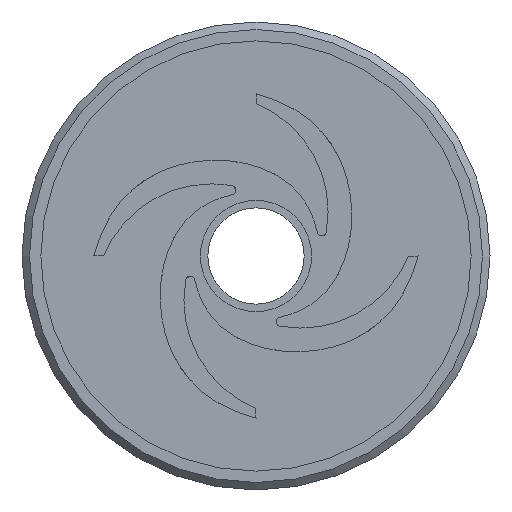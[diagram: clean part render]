
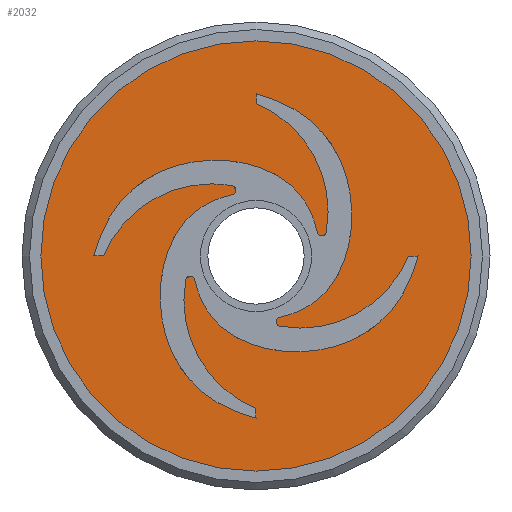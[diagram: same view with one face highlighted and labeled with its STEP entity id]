
A CAD part, front view. The second image highlights one B-rep face of the part: STEP entity #2032.
In plain terms, the highlighted planar face has unit normal (0, -1, 0).
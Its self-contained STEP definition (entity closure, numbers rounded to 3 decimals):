
#228=CARTESIAN_POINT('',(-93.111,-0.542,-76.461));
#229=VERTEX_POINT('',#228);
#236=CARTESIAN_POINT('',(-90.839,-0.542,-77.349));
#237=VERTEX_POINT('',#236);
#238=CARTESIAN_POINT('',(-90.839,-0.542,-73.999));
#239=DIRECTION('',(0.,1.,0.));
#240=DIRECTION('',(-0.,-0.,1.));
#241=AXIS2_PLACEMENT_3D('',#238,#239,#240);
#242=CIRCLE('',#241,3.35);
#243=EDGE_CURVE('',#237,#229,#242,.T.);
#268=CARTESIAN_POINT('',(-88.378,-0.542,-76.271));
#269=VERTEX_POINT('',#268);
#276=CARTESIAN_POINT('',(-87.489,-0.542,-73.999));
#277=VERTEX_POINT('',#276);
#278=CARTESIAN_POINT('',(-90.839,-0.542,-73.999));
#279=DIRECTION('',(0.,1.,0.));
#280=DIRECTION('',(-0.,-0.,1.));
#281=AXIS2_PLACEMENT_3D('',#278,#279,#280);
#282=CIRCLE('',#281,3.35);
#283=EDGE_CURVE('',#277,#269,#282,.T.);
#308=CARTESIAN_POINT('',(-88.567,-0.542,-71.538));
#309=VERTEX_POINT('',#308);
#316=CARTESIAN_POINT('',(-90.839,-0.542,-70.649));
#317=VERTEX_POINT('',#316);
#318=CARTESIAN_POINT('',(-90.839,-0.542,-73.999));
#319=DIRECTION('',(0.,1.,0.));
#320=DIRECTION('',(-0.,-0.,1.));
#321=AXIS2_PLACEMENT_3D('',#318,#319,#320);
#322=CIRCLE('',#321,3.35);
#323=EDGE_CURVE('',#317,#309,#322,.T.);
#350=CARTESIAN_POINT('',(-93.301,-0.542,-71.727));
#351=VERTEX_POINT('',#350);
#358=CARTESIAN_POINT('',(-94.189,-0.542,-73.999));
#359=VERTEX_POINT('',#358);
#360=CARTESIAN_POINT('',(-90.839,-0.542,-73.999));
#361=DIRECTION('',(0.,1.,0.));
#362=DIRECTION('',(-0.,-0.,1.));
#363=AXIS2_PLACEMENT_3D('',#360,#361,#362);
#364=CIRCLE('',#363,3.35);
#365=EDGE_CURVE('',#359,#351,#364,.T.);
#1251=CARTESIAN_POINT('',(-102.239,-0.542,-73.999));
#1252=VERTEX_POINT('',#1251);
#1259=CARTESIAN_POINT('',(-90.839,-0.542,-85.399));
#1260=VERTEX_POINT('',#1259);
#1261=CARTESIAN_POINT('',(-90.839,-0.542,-73.999));
#1262=DIRECTION('',(-0.,-1.,-0.));
#1263=DIRECTION('',(0.,0.,-1.));
#1264=AXIS2_PLACEMENT_3D('',#1261,#1262,#1263);
#1265=CIRCLE('',#1264,11.4);
#1266=EDGE_CURVE('',#1260,#1252,#1265,.T.);
#1268=CARTESIAN_POINT('',(-90.839,-0.542,-73.999));
#1269=DIRECTION('',(-0.,-1.,-0.));
#1270=DIRECTION('',(0.,0.,-1.));
#1271=AXIS2_PLACEMENT_3D('',#1268,#1269,#1270);
#1272=CIRCLE('',#1271,11.4);
#1273=EDGE_CURVE('',#1252,#1260,#1272,.T.);
#1370=CARTESIAN_POINT('',(-93.103,-0.542,-76.475));
#1371=VERTEX_POINT('',#1370);
#1372=CARTESIAN_POINT('',(-94.185,-0.542,-74.242));
#1373=VERTEX_POINT('',#1372);
#1374=CARTESIAN_POINT('',(-90.839,-0.542,-73.999));
#1375=DIRECTION('',(0.,1.,0.));
#1376=DIRECTION('',(-0.,-0.,1.));
#1377=AXIS2_PLACEMENT_3D('',#1374,#1375,#1376);
#1378=CIRCLE('',#1377,3.355);
#1379=EDGE_CURVE('',#1371,#1373,#1378,.T.);
#1412=CARTESIAN_POINT('',(-93.111,-0.542,-76.461));
#1413=DIRECTION('',(0.504,0.,-0.864));
#1414=VECTOR('',#1413,0.017);
#1415=LINE('',#1412,#1414);
#1416=EDGE_CURVE('',#229,#1371,#1415,.T.);
#1442=CARTESIAN_POINT('',(-90.596,-0.542,-77.345));
#1443=VERTEX_POINT('',#1442);
#1444=CARTESIAN_POINT('',(-90.596,-0.542,-77.345));
#1445=CARTESIAN_POINT('',(-90.677,-0.542,-77.348));
#1446=CARTESIAN_POINT('',(-90.758,-0.542,-77.349));
#1447=CARTESIAN_POINT('',(-90.839,-0.542,-77.349));
#1448=B_SPLINE_CURVE_WITH_KNOTS('',3,(#1444,#1445,#1446,#1447),.UNSPECIFIED.,.F.,.F.,(4,4),(0.,0.024),.UNSPECIFIED.);
#1449=EDGE_CURVE('',#1443,#237,#1448,.T.);
#1466=CARTESIAN_POINT('',(-88.363,-0.542,-76.263));
#1467=VERTEX_POINT('',#1466);
#1468=CARTESIAN_POINT('',(-90.839,-0.542,-73.999));
#1469=DIRECTION('',(0.,1.,0.));
#1470=DIRECTION('',(-0.,-0.,1.));
#1471=AXIS2_PLACEMENT_3D('',#1468,#1469,#1470);
#1472=CIRCLE('',#1471,3.355);
#1473=EDGE_CURVE('',#1467,#1443,#1472,.T.);
#1499=CARTESIAN_POINT('',(-88.378,-0.542,-76.271));
#1500=DIRECTION('',(0.864,-0.,0.504));
#1501=VECTOR('',#1500,0.017);
#1502=LINE('',#1499,#1501);
#1503=EDGE_CURVE('',#269,#1467,#1502,.T.);
#1529=CARTESIAN_POINT('',(-87.493,-0.542,-73.756));
#1530=VERTEX_POINT('',#1529);
#1531=CARTESIAN_POINT('',(-87.493,-0.542,-73.756));
#1532=CARTESIAN_POINT('',(-87.49,-0.542,-73.837));
#1533=CARTESIAN_POINT('',(-87.489,-0.542,-73.918));
#1534=CARTESIAN_POINT('',(-87.489,-0.542,-73.999));
#1535=B_SPLINE_CURVE_WITH_KNOTS('',3,(#1531,#1532,#1533,#1534),.UNSPECIFIED.,.F.,.F.,(4,4),(0.,0.024),.UNSPECIFIED.);
#1536=EDGE_CURVE('',#1530,#277,#1535,.T.);
#1561=CARTESIAN_POINT('',(-91.082,-0.542,-70.653));
#1562=VERTEX_POINT('',#1561);
#1563=CARTESIAN_POINT('',(-91.082,-0.542,-70.653));
#1564=CARTESIAN_POINT('',(-91.001,-0.542,-70.65));
#1565=CARTESIAN_POINT('',(-90.92,-0.542,-70.649));
#1566=CARTESIAN_POINT('',(-90.839,-0.542,-70.649));
#1567=B_SPLINE_CURVE_WITH_KNOTS('',3,(#1563,#1564,#1565,#1566),.UNSPECIFIED.,.F.,.F.,(4,4),(0.,0.024),.UNSPECIFIED.);
#1568=EDGE_CURVE('',#1562,#317,#1567,.T.);
#1594=CARTESIAN_POINT('',(-93.315,-0.542,-71.735));
#1595=VERTEX_POINT('',#1594);
#1596=CARTESIAN_POINT('',(-90.839,-0.542,-73.999));
#1597=DIRECTION('',(0.,1.,0.));
#1598=DIRECTION('',(-0.,-0.,1.));
#1599=AXIS2_PLACEMENT_3D('',#1596,#1597,#1598);
#1600=CIRCLE('',#1599,3.355);
#1601=EDGE_CURVE('',#1595,#1562,#1600,.T.);
#1627=CARTESIAN_POINT('',(-93.301,-0.542,-71.727));
#1628=DIRECTION('',(-0.864,0.,-0.504));
#1629=VECTOR('',#1628,0.017);
#1630=LINE('',#1627,#1629);
#1631=EDGE_CURVE('',#351,#1595,#1630,.T.);
#1657=CARTESIAN_POINT('',(-94.185,-0.542,-74.242));
#1658=CARTESIAN_POINT('',(-94.188,-0.542,-74.161));
#1659=CARTESIAN_POINT('',(-94.189,-0.542,-74.08));
#1660=CARTESIAN_POINT('',(-94.189,-0.542,-73.999));
#1661=B_SPLINE_CURVE_WITH_KNOTS('',3,(#1657,#1658,#1659,#1660),.UNSPECIFIED.,.F.,.F.,(4,4),(0.,0.024),.UNSPECIFIED.);
#1662=EDGE_CURVE('',#1373,#359,#1661,.T.);
#1691=CARTESIAN_POINT('',(-88.575,-0.542,-71.523));
#1692=VERTEX_POINT('',#1691);
#1693=CARTESIAN_POINT('',(-90.839,-0.542,-73.999));
#1694=DIRECTION('',(0.,1.,0.));
#1695=DIRECTION('',(-0.,-0.,1.));
#1696=AXIS2_PLACEMENT_3D('',#1693,#1694,#1695);
#1697=CIRCLE('',#1696,3.355);
#1698=EDGE_CURVE('',#1692,#1530,#1697,.T.);
#1715=CARTESIAN_POINT('',(-88.567,-0.542,-71.538));
#1716=DIRECTION('',(-0.504,-0.,0.864));
#1717=VECTOR('',#1716,0.017);
#1718=LINE('',#1715,#1717);
#1719=EDGE_CURVE('',#309,#1692,#1718,.T.);
#2005=CARTESIAN_POINT('',(-90.839,-0.542,-73.999));
#2006=DIRECTION('',(-0.,-1.,-0.));
#2007=DIRECTION('',(-1.,0.,-0.));
#2008=AXIS2_PLACEMENT_3D('',#2005,#2006,#2007);
#2009=PLANE('',#2008);
#2010=ORIENTED_EDGE('',*,*,#1266,.T.);
#2011=ORIENTED_EDGE('',*,*,#1273,.T.);
#2012=EDGE_LOOP('',(#2010,#2011));
#2013=FACE_BOUND('',#2012,.T.);
#2014=ORIENTED_EDGE('',*,*,#1536,.T.);
#2015=ORIENTED_EDGE('',*,*,#283,.T.);
#2016=ORIENTED_EDGE('',*,*,#1503,.T.);
#2017=ORIENTED_EDGE('',*,*,#1473,.T.);
#2018=ORIENTED_EDGE('',*,*,#1449,.T.);
#2019=ORIENTED_EDGE('',*,*,#243,.T.);
#2020=ORIENTED_EDGE('',*,*,#1416,.T.);
#2021=ORIENTED_EDGE('',*,*,#1379,.T.);
#2022=ORIENTED_EDGE('',*,*,#1662,.T.);
#2023=ORIENTED_EDGE('',*,*,#365,.T.);
#2024=ORIENTED_EDGE('',*,*,#1631,.T.);
#2025=ORIENTED_EDGE('',*,*,#1601,.T.);
#2026=ORIENTED_EDGE('',*,*,#1568,.T.);
#2027=ORIENTED_EDGE('',*,*,#323,.T.);
#2028=ORIENTED_EDGE('',*,*,#1719,.T.);
#2029=ORIENTED_EDGE('',*,*,#1698,.T.);
#2030=EDGE_LOOP('',(#2014,#2015,#2016,#2017,#2018,#2019,#2020,#2021,#2022,#2023,#2024,#2025,#2026,#2027,#2028,#2029));
#2031=FACE_BOUND('',#2030,.T.);
#2032=ADVANCED_FACE('',(#2013,#2031),#2009,.T.);
